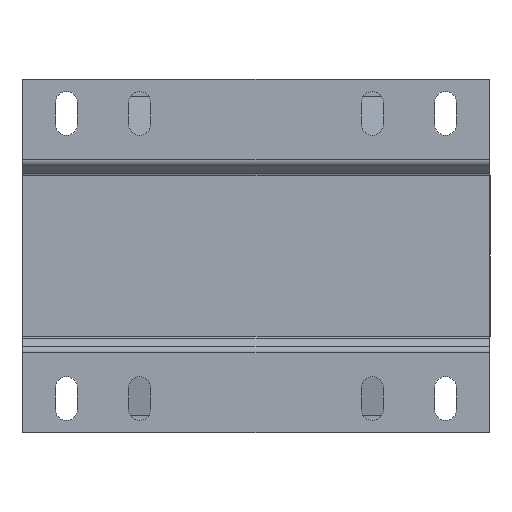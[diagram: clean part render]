
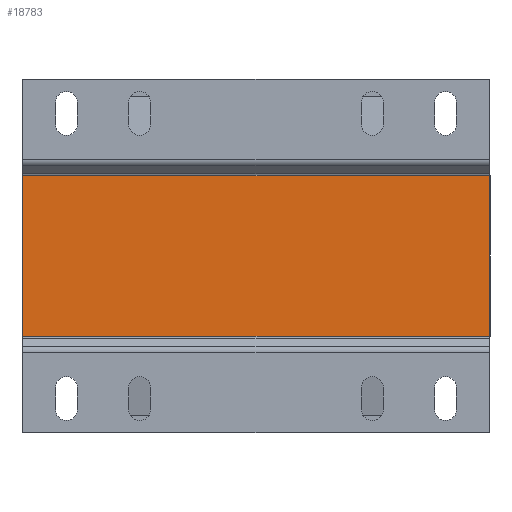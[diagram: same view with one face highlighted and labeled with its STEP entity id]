
A CAD part, front view. The second image highlights one B-rep face of the part: STEP entity #18783.
In plain terms, the highlighted planar face has unit normal (0, -1, 0).
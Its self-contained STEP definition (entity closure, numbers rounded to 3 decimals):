
#1014 = LINE ( 'NONE', #9829, #12793 ) ;
#1086 = VERTEX_POINT ( 'NONE', #8737 ) ;
#1313 = FACE_OUTER_BOUND ( 'NONE', #9042, .T. ) ;
#1640 = PLANE ( 'NONE',  #3223 ) ;
#3086 = VERTEX_POINT ( 'NONE', #14473 ) ;
#3223 = AXIS2_PLACEMENT_3D ( 'NONE', #11756, #6006, #14533 ) ;
#3661 = CARTESIAN_POINT ( 'NONE',  ( 95.75, -82.5, 33. ) ) ;
#4351 = EDGE_CURVE ( 'NONE', #1086, #3086, #1014, .T. ) ;
#4497 = VECTOR ( 'NONE', #13979, 1000. ) ;
#4601 = ORIENTED_EDGE ( 'NONE', *, *, #14238, .F. ) ;
#4928 = ORIENTED_EDGE ( 'NONE', *, *, #12483, .F. ) ;
#4949 = CARTESIAN_POINT ( 'NONE',  ( -95.75, -82.5, 33. ) ) ;
#6006 = DIRECTION ( 'NONE',  ( 0., 1., 0. ) ) ;
#7892 = CARTESIAN_POINT ( 'NONE',  ( 95.75, -82.5, 74. ) ) ;
#8402 = VERTEX_POINT ( 'NONE', #3661 ) ;
#8704 = VECTOR ( 'NONE', #15038, 1000. ) ;
#8737 = CARTESIAN_POINT ( 'NONE',  ( -95.75, -82.5, -33. ) ) ;
#9042 = EDGE_LOOP ( 'NONE', ( #13879, #4928, #12896, #4601 ) ) ;
#9829 = CARTESIAN_POINT ( 'NONE',  ( 95.75, -82.5, -33. ) ) ;
#9837 = LINE ( 'NONE', #7892, #8704 ) ;
#11756 = CARTESIAN_POINT ( 'NONE',  ( 0., -82.5, 0. ) ) ;
#12232 = VERTEX_POINT ( 'NONE', #4949 ) ;
#12319 = EDGE_CURVE ( 'NONE', #8402, #12232, #16279, .T. ) ;
#12483 = EDGE_CURVE ( 'NONE', #1086, #12232, #18532, .T. ) ;
#12793 = VECTOR ( 'NONE', #15660, 1000. ) ;
#12842 = CARTESIAN_POINT ( 'NONE',  ( -95.75, -82.5, 74. ) ) ;
#12896 = ORIENTED_EDGE ( 'NONE', *, *, #4351, .T. ) ;
#13879 = ORIENTED_EDGE ( 'NONE', *, *, #12319, .T. ) ;
#13979 = DIRECTION ( 'NONE',  ( -1., 0., 0. ) ) ;
#14238 = EDGE_CURVE ( 'NONE', #8402, #3086, #9837, .T. ) ;
#14473 = CARTESIAN_POINT ( 'NONE',  ( 95.75, -82.5, -33. ) ) ;
#14533 = DIRECTION ( 'NONE',  ( 0., 0., 1. ) ) ;
#14887 = VECTOR ( 'NONE', #17289, 1000. ) ;
#15038 = DIRECTION ( 'NONE',  ( 0., 0., -1. ) ) ;
#15312 = CARTESIAN_POINT ( 'NONE',  ( 95.75, -82.5, 33. ) ) ;
#15660 = DIRECTION ( 'NONE',  ( 1., 0., 0. ) ) ;
#16279 = LINE ( 'NONE', #15312, #4497 ) ;
#17289 = DIRECTION ( 'NONE',  ( 0., 0., 1. ) ) ;
#18532 = LINE ( 'NONE', #12842, #14887 ) ;
#18783 = ADVANCED_FACE ( 'NONE', ( #1313 ), #1640, .F. ) ;
